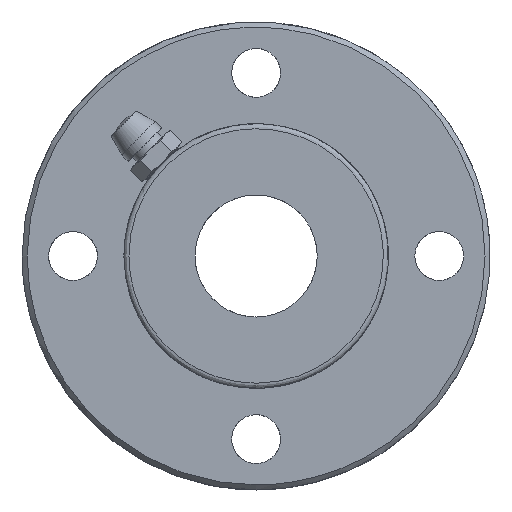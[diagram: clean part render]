
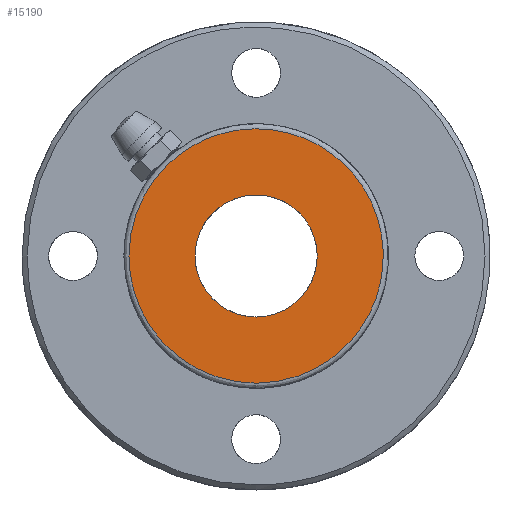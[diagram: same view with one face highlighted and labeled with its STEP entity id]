
A CAD part, left-side view. The second image highlights one B-rep face of the part: STEP entity #15190.
In plain terms, the highlighted free-form (B-spline) face has degree [1, 1] with [2, 2] control points.
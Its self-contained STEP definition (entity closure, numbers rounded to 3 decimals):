
#13870 = CARTESIAN_POINT ('', (-84., 12.5, 0.));
#13880 = VERTEX_POINT ('', #13870);
#13890 = CARTESIAN_POINT ('', (-84., 0., 12.5));
#13900 = VERTEX_POINT ('', #13890);
#13910 = CARTESIAN_POINT ('', (-84., 12.5, 0.));
#13920 = CARTESIAN_POINT ('', (-84., 12.5, 8.333));
#13930 = CARTESIAN_POINT ('', (-84., 6.25, 12.5));
#13940 = CARTESIAN_POINT ('', (-84., 0., 12.5));
#13950 = (
   BOUNDED_CURVE ()
   B_SPLINE_CURVE (3, (#13910, #13920, #13930, #13940), .UNSPECIFIED., .F., .U.)
   B_SPLINE_CURVE_WITH_KNOTS ((4, 4), (0., 1.), .UNSPECIFIED.)
   CURVE ()
   GEOMETRIC_REPRESENTATION_ITEM ()
   RATIONAL_B_SPLINE_CURVE ((0.478, 0.478, 0.638, 0.957))
   REPRESENTATION_ITEM ('')
);
#13960 = EDGE_CURVE ('', #13880, #13900, #13950, .T.);
#14080 = CARTESIAN_POINT ('', (-84., 0., -12.5));
#14090 = VERTEX_POINT ('', #14080);
#14100 = CARTESIAN_POINT ('', (-84., 0., -12.5));
#14110 = CARTESIAN_POINT ('', (-84., -1.643, -12.5));
#14120 = CARTESIAN_POINT ('', (-84., -3.227, -12.187));
#14130 = CARTESIAN_POINT ('', (-84., -4.75, -11.562));
#14140 = CARTESIAN_POINT ('', (-84., -6.31, -10.922));
#14150 = CARTESIAN_POINT ('', (-84., -7.686, -10.001));
#14160 = CARTESIAN_POINT ('', (-84., -8.879, -8.798));
#14170 = CARTESIAN_POINT ('', (-84., -10.018, -7.65));
#14180 = CARTESIAN_POINT ('', (-84., -10.901, -6.327));
#14190 = CARTESIAN_POINT ('', (-84., -11.53, -4.829));
#14200 = CARTESIAN_POINT ('', (-84., -12.176, -3.288));
#14210 = CARTESIAN_POINT ('', (-84., -12.499, -1.678));
#14220 = CARTESIAN_POINT ('', (-84., -12.5, 0.));
#14230 = CARTESIAN_POINT ('', (-84., -12.501, 1.671));
#14240 = CARTESIAN_POINT ('', (-84., -12.177, 3.281));
#14250 = CARTESIAN_POINT ('', (-84., -11.53, 4.829));
#14260 = CARTESIAN_POINT ('', (-84., -10.905, 6.321));
#14270 = CARTESIAN_POINT ('', (-84., -10.022, 7.644));
#14280 = CARTESIAN_POINT ('', (-84., -8.879, 8.798));
#14290 = CARTESIAN_POINT ('', (-84., -7.693, 9.997));
#14300 = CARTESIAN_POINT ('', (-84., -6.317, 10.918));
#14310 = CARTESIAN_POINT ('', (-84., -4.75, 11.562));
#14320 = CARTESIAN_POINT ('', (-84., -3.231, 12.187));
#14330 = CARTESIAN_POINT ('', (-84., -1.647, 12.5));
#14340 = CARTESIAN_POINT ('', (-84., 0., 12.5));
#14350 = B_SPLINE_CURVE_WITH_KNOTS ('', 3, (#14100, #14110, #14120, #14130, #14140, #14150, #14160, #14170, #14180, #14190, #14200, #14210, #14220, #14230, #14240, #14250, #14260, #14270, #14280, #14290, #14300, #14310, #14320, #14330, #14340), .UNSPECIFIED., .F., .U., (4, 3, 3, 3, 3, 3, 3, 3, 4), (0., 0.125, 0.25, 0.375, 0.5, 0.625, 0.75, 0.875, 1.), .UNSPECIFIED.);
#14360 = EDGE_CURVE ('', #14090, #13900, #14350, .T.);
#14380 = CARTESIAN_POINT ('', (-84., 0., -12.5));
#14390 = CARTESIAN_POINT ('', (-84., 6.25, -12.5));
#14400 = CARTESIAN_POINT ('', (-84., 12.5, -8.333));
#14410 = CARTESIAN_POINT ('', (-84., 12.5, 0.));
#14420 = (
   BOUNDED_CURVE ()
   B_SPLINE_CURVE (3, (#14380, #14390, #14400, #14410), .UNSPECIFIED., .F., .U.)
   B_SPLINE_CURVE_WITH_KNOTS ((4, 4), (0., 1.), .UNSPECIFIED.)
   CURVE ()
   GEOMETRIC_REPRESENTATION_ITEM ()
   RATIONAL_B_SPLINE_CURVE ((0.957, 0.638, 0.478, 0.478))
   REPRESENTATION_ITEM ('')
);
#14430 = EDGE_CURVE ('', #14090, #13880, #14420, .T.);
#14770 = ORIENTED_EDGE ('', *, *, #14360, .T.);
#14780 = ORIENTED_EDGE ('', *, *, #13960, .F.);
#14790 = ORIENTED_EDGE ('', *, *, #14430, .F.);
#14800 = EDGE_LOOP ('', (#14770, #14780, #14790));
#14810 = FACE_OUTER_BOUND ('', #14800, .T.);
#14820 = CARTESIAN_POINT ('', (-84., 0., -6.));
#14830 = VERTEX_POINT ('', #14820);
#14840 = CARTESIAN_POINT ('', (-84., -6., 0.));
#14850 = VERTEX_POINT ('', #14840);
#14860 = CARTESIAN_POINT ('', (-84., 0., -6.));
#14870 = CARTESIAN_POINT ('', (-84., -3., -6.));
#14880 = CARTESIAN_POINT ('', (-84., -6., -4.));
#14890 = CARTESIAN_POINT ('', (-84., -6., 0.));
#14900 = (
   BOUNDED_CURVE ()
   B_SPLINE_CURVE (3, (#14860, #14870, #14880, #14890), .UNSPECIFIED., .F., .U.)
   B_SPLINE_CURVE_WITH_KNOTS ((4, 4), (0., 1.), .UNSPECIFIED.)
   CURVE ()
   GEOMETRIC_REPRESENTATION_ITEM ()
   RATIONAL_B_SPLINE_CURVE ((1., 0.667, 0.5, 0.5))
   REPRESENTATION_ITEM ('')
);
#14910 = EDGE_CURVE ('', #14830, #14850, #14900, .T.);
#14920 = ORIENTED_EDGE ('', *, *, #14910, .F.);
#14930 = CARTESIAN_POINT ('', (-84., 6., 0.));
#14940 = VERTEX_POINT ('', #14930);
#14950 = CARTESIAN_POINT ('', (-84., 6., 0.));
#14960 = CARTESIAN_POINT ('', (-84., 6., -4.));
#14970 = CARTESIAN_POINT ('', (-84., 3., -6.));
#14980 = CARTESIAN_POINT ('', (-84., 0., -6.));
#14990 = (
   BOUNDED_CURVE ()
   B_SPLINE_CURVE (3, (#14950, #14960, #14970, #14980), .UNSPECIFIED., .F., .U.)
   B_SPLINE_CURVE_WITH_KNOTS ((4, 4), (0., 1.), .UNSPECIFIED.)
   CURVE ()
   GEOMETRIC_REPRESENTATION_ITEM ()
   RATIONAL_B_SPLINE_CURVE ((0.5, 0.5, 0.667, 1.))
   REPRESENTATION_ITEM ('')
);
#15000 = EDGE_CURVE ('', #14940, #14830, #14990, .T.);
#15010 = ORIENTED_EDGE ('', *, *, #15000, .F.);
#15020 = CARTESIAN_POINT ('', (-84., -6., 0.));
#15030 = CARTESIAN_POINT ('', (-84., -6., 4.));
#15040 = CARTESIAN_POINT ('', (-84., -3., 6.));
#15050 = CARTESIAN_POINT ('', (-84., 0., 6.));
#15060 = CARTESIAN_POINT ('', (-84., 3., 6.));
#15070 = CARTESIAN_POINT ('', (-84., 6., 4.));
#15080 = CARTESIAN_POINT ('', (-84., 6., 0.));
#15090 = (
   BOUNDED_CURVE ()
   B_SPLINE_CURVE (3, (#15020, #15030, #15040, #15050, #15060, #15070, #15080), .UNSPECIFIED., .F., .U.)
   B_SPLINE_CURVE_WITH_KNOTS ((4, 3, 4), (0., 0.5, 1.), .UNSPECIFIED.)
   CURVE ()
   GEOMETRIC_REPRESENTATION_ITEM ()
   RATIONAL_B_SPLINE_CURVE ((0.5, 0.5, 0.667, 1., 0.667, 0.5, 0.5))
   REPRESENTATION_ITEM ('')
);
#15100 = EDGE_CURVE ('', #14850, #14940, #15090, .T.);
#15110 = ORIENTED_EDGE ('', *, *, #15100, .F.);
#15120 = EDGE_LOOP ('', (#14920, #15010, #15110));
#15130 = FACE_BOUND ('', #15120, .T.);
#15140 = CARTESIAN_POINT ('', (-84., -12.651, 12.65));
#15150 = CARTESIAN_POINT ('', (-84., -12.651, -12.65));
#15160 = CARTESIAN_POINT ('', (-84., 12.65, 12.65));
#15170 = CARTESIAN_POINT ('', (-84., 12.65, -12.65));
#15180 = B_SPLINE_SURFACE_WITH_KNOTS ('', 1, 1, ((#15140, #15150), (#15160, #15170)), .UNSPECIFIED., .F., .F., .U., (2, 2), (2, 2), (0., 1.), (0., 1.), .UNSPECIFIED.);
#15190 = ADVANCED_FACE ('', (#14810, #15130), #15180, .T.);
